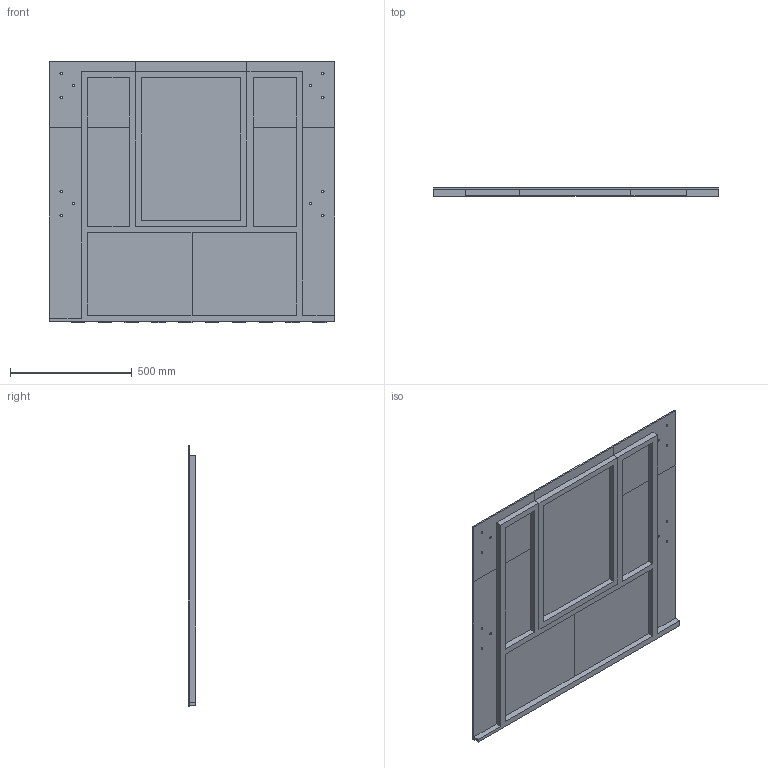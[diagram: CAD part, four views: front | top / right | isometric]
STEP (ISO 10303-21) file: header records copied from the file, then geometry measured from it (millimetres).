
FILE_DESCRIPTION(/* description */ ('STEP AP242','CAx-IF Rec.Pracs.---Representation and Presentation of Product Manufacturing Information (PMI)---4.0---2014-10-13','CAx-IF Rec.Pracs.---3D Tessellated Geometry---0.4---2014-09-14','2;1'),/* implementation_level */ '2;1');
FILE_NAME(/* name */ 'HumanDoor',/* time_stamp */ '2023-09-05T20:38:20Z',/* author */ (''),/* organization */ (''),/* preprocessor_version */ 'ST-DEVELOPER v19.4',/* originating_system */ ' ',/* authorisation */ ' ');
FILE_SCHEMA (('AP242_MANAGED_MODEL_BASED_3D_ENGINEERING_MIM_LF { 1 0 10303 442 1 1 4 }'));
Length unit declared in the file: metre
Products named in the file (7): 80_20Frame2; 80_20Frame1; HumanDoorWall5; HumanDoorWall4; HumanDoorWall3; HumanDoorWall2; HumanDoorWall1
Bounding box: 1173.18 x 31.75 x 1073.15 mm (x, y, z)
Volume: 12895943.2 mm3; surface area: 3356653.5 mm2
Topology: 7 solids, 7 shells, 184 faces, 510 edges, 340 vertices
Faces by surface type: plane 140, cylinder 44
Full cylindrical faces by diameter (mm): 10 x12
Entity records: 6086 total; most frequent: CARTESIAN_POINT 1029, ORIENTED_EDGE 996, DIRECTION 968, EDGE_CURVE 498, LINE 410, VECTOR 410, VERTEX_POINT 340, AXIS2_PLACEMENT_3D 279
